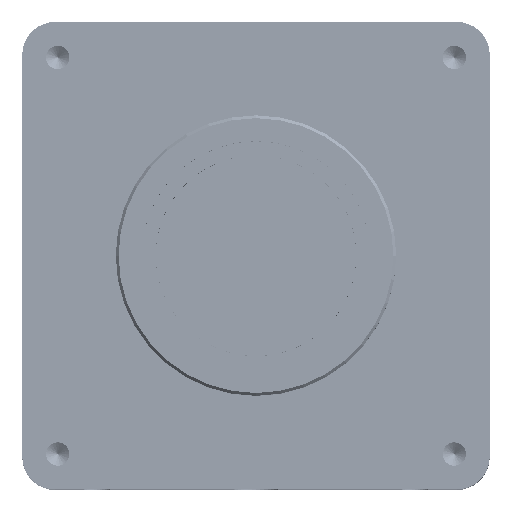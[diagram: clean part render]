
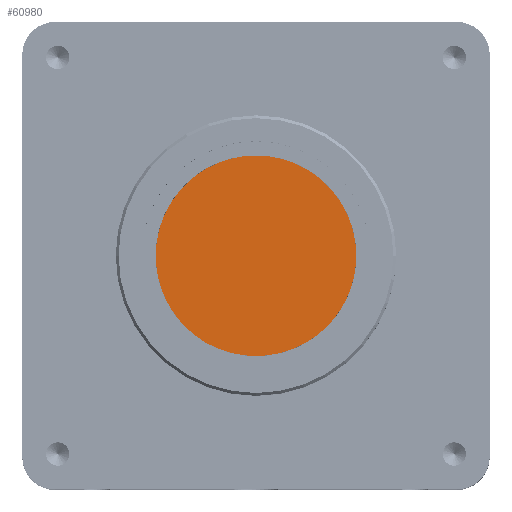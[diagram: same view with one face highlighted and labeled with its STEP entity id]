
A CAD part, top view. The second image highlights one B-rep face of the part: STEP entity #60980.
In plain terms, the highlighted planar face has unit normal (0, 0, 1).
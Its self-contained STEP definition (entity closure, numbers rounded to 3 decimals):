
#17161 = DIRECTION ( 'NONE',  ( 0., 0., 1. ) ) ;
#26790 = DIRECTION ( 'NONE',  ( 0., 0., 1. ) ) ;
#31761 = CARTESIAN_POINT ( 'NONE',  ( 0., 0., 0.5 ) ) ;
#36531 = CARTESIAN_POINT ( 'NONE',  ( 0., 0., 0.5 ) ) ;
#38704 = ORIENTED_EDGE ( 'NONE', *, *, #117370, .T. ) ;
#43193 = FACE_OUTER_BOUND ( 'NONE', #98009, .T. ) ;
#45320 = AXIS2_PLACEMENT_3D ( 'NONE', #36531, #26790, #60992 ) ;
#60980 = ADVANCED_FACE ( 'NONE', ( #43193 ), #69278, .T. ) ;
#60992 = DIRECTION ( 'NONE',  ( 1., 0., 0. ) ) ;
#62205 = AXIS2_PLACEMENT_3D ( 'NONE', #31761, #17161, #81504 ) ;
#69278 = PLANE ( 'NONE',  #62205 ) ;
#81504 = DIRECTION ( 'NONE',  ( 1., 0., 0. ) ) ;
#98009 = EDGE_LOOP ( 'NONE', ( #38704 ) ) ;
#117370 = EDGE_CURVE ( 'NONE', #136420, #136420, #144140, .T. ) ;
#136420 = VERTEX_POINT ( 'NONE', #138020 ) ;
#138020 = CARTESIAN_POINT ( 'NONE',  ( 11.9, 0., 0.5 ) ) ;
#144140 = CIRCLE ( 'NONE', #45320, 11.9 ) ;
